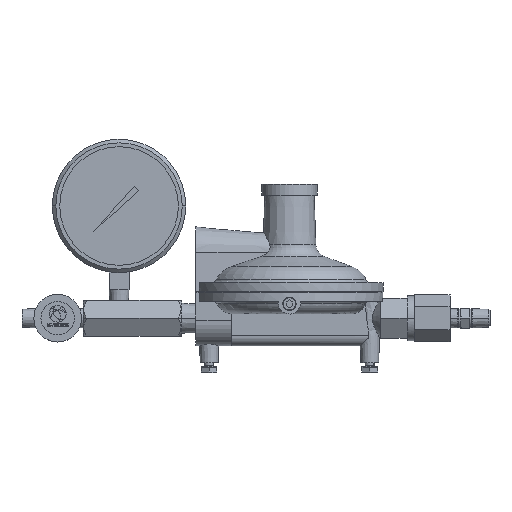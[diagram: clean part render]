
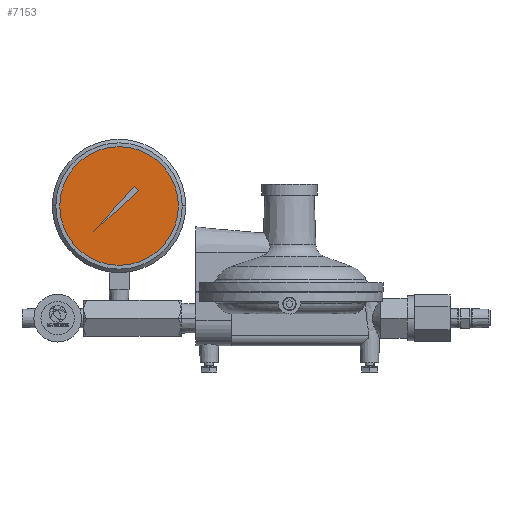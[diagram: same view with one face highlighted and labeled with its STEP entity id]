
A CAD part, top view. The second image highlights one B-rep face of the part: STEP entity #7153.
In plain terms, the highlighted planar face has unit normal (0, 0, 1).
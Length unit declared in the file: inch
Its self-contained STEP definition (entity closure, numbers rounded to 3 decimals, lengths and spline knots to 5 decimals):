
#6743=CARTESIAN_POINT('',(0.,0.,1.22));
#6744=DIRECTION('',(0.,0.,1.));
#6745=DIRECTION('',(1.,0.,0.));
#6746=AXIS2_PLACEMENT_3D('',#6743,#6744,#6745);
#6748=CARTESIAN_POINT('',(0.,0.,1.22));
#6749=DIRECTION('',(0.,0.,1.));
#6750=DIRECTION('',(-1.,0.,0.));
#6751=AXIS2_PLACEMENT_3D('',#6748,#6749,#6750);
#6753=DIRECTION('',(-0.67,-0.742,0.));
#6754=VECTOR('',#6753,1.69693);
#6755=CARTESIAN_POINT('',(0.42602,0.54834,1.22));
#6756=LINE('',#6755,#6754);
#6757=DIRECTION('',(0.742,0.67,0.));
#6758=VECTOR('',#6757,1.69693);
#6759=CARTESIAN_POINT('',(-0.71117,-0.71117,1.22));
#6760=LINE('',#6759,#6758);
#6761=DIRECTION('',(-0.707,0.707,0.));
#6762=VECTOR('',#6761,0.17299);
#6763=CARTESIAN_POINT('',(0.54834,0.42602,1.22));
#6764=LINE('',#6763,#6762);
#6972=CARTESIAN_POINT('',(1.6625,0.,1.22));
#6973=CARTESIAN_POINT('',(-1.6625,0.,1.22));
#6974=VERTEX_POINT('',#6972);
#6975=VERTEX_POINT('',#6973);
#6986=CARTESIAN_POINT('',(0.42602,0.54834,1.22));
#6987=CARTESIAN_POINT('',(-0.71117,-0.71117,1.22));
#6988=VERTEX_POINT('',#6986);
#6989=VERTEX_POINT('',#6987);
#6990=CARTESIAN_POINT('',(0.54834,0.42602,1.22));
#6991=VERTEX_POINT('',#6990);
#7136=CARTESIAN_POINT('',(0.,0.,1.22));
#7137=DIRECTION('',(0.,0.,1.));
#7138=DIRECTION('',(1.,0.,0.));
#7139=AXIS2_PLACEMENT_3D('',#7136,#7137,#7138);
#7140=PLANE('',#7139);
#7141=ORIENTED_EDGE('',*,*,#7116,.F.);
#7142=ORIENTED_EDGE('',*,*,#7130,.F.);
#7143=EDGE_LOOP('',(#7141,#7142));
#7144=FACE_OUTER_BOUND('',#7143,.F.);
#7146=ORIENTED_EDGE('',*,*,#7145,.T.);
#7148=ORIENTED_EDGE('',*,*,#7147,.T.);
#7150=ORIENTED_EDGE('',*,*,#7149,.T.);
#7151=EDGE_LOOP('',(#7146,#7148,#7150));
#7152=FACE_BOUND('',#7151,.F.);
#7153=ADVANCED_FACE('',(#7144,#7152),#7140,.T.);
#6747=CIRCLE('',#6746,1.6625);
#6752=CIRCLE('',#6751,1.6625);
#7116=EDGE_CURVE('',#6974,#6975,#6747,.T.);
#7130=EDGE_CURVE('',#6975,#6974,#6752,.T.);
#7145=EDGE_CURVE('',#6988,#6989,#6756,.T.);
#7147=EDGE_CURVE('',#6989,#6991,#6760,.T.);
#7149=EDGE_CURVE('',#6991,#6988,#6764,.T.);
